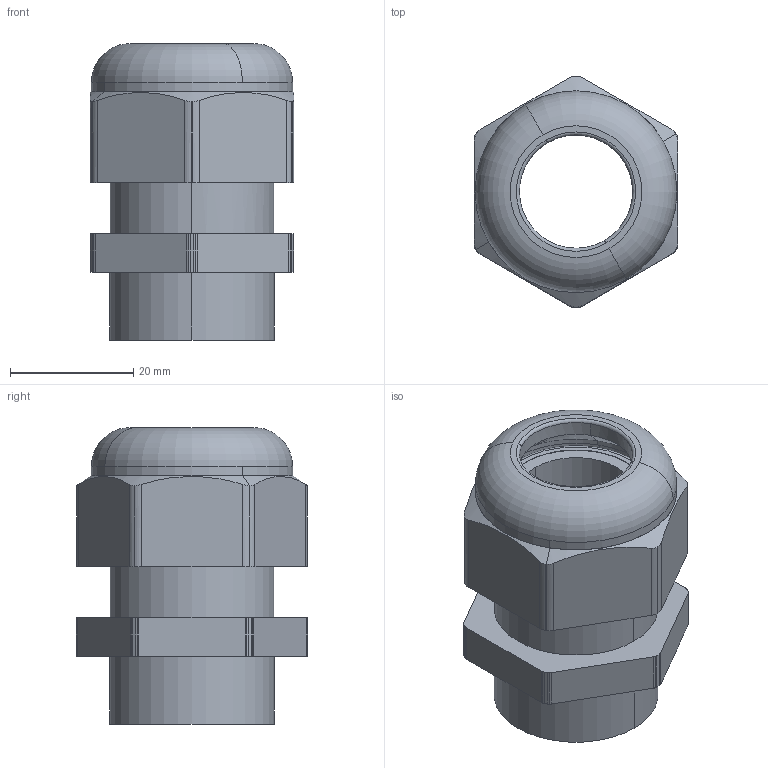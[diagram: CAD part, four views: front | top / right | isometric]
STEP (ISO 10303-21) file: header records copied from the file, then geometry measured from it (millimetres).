
FILE_DESCRIPTION(('CATIA V5R24 STEP','CAx-IF Rec.Pracs.--- Model Styling and Organization---1.2---2011-12-15'),'2;1');
FILE_NAME ('D1458933_0', '2018-03-22T10:04:29+00:00', ('Weidmueller Interface'), ('Weidmueller'), 'CATIA Version 5-6 Release 2014 SP4 HF52', 'CATIA V5 STEP AP214', 'none');
FILE_SCHEMA(('AUTOMOTIVE_DESIGN { 1 0 10303 214 1 1 1 1 }'));
Length unit declared in the file: millimetre
Products named in the file (1): VG_21
Bounding box: 33 x 37.43 x 48 mm (x, y, z)
Volume: 17352.7 mm3; surface area: 14716.2 mm2
Topology: 3 solids, 3 shells, 114 faces, 300 edges, 198 vertices
Faces by surface type: cylinder 62, plane 36, torus 8, cone 8
Entity records: 3697 total; most frequent: CARTESIAN_POINT 1002, ORIENTED_EDGE 600, DIRECTION 445, EDGE_CURVE 300, AXIS2_PLACEMENT_3D 205, VERTEX_POINT 198, VECTOR 134, LINE 134
